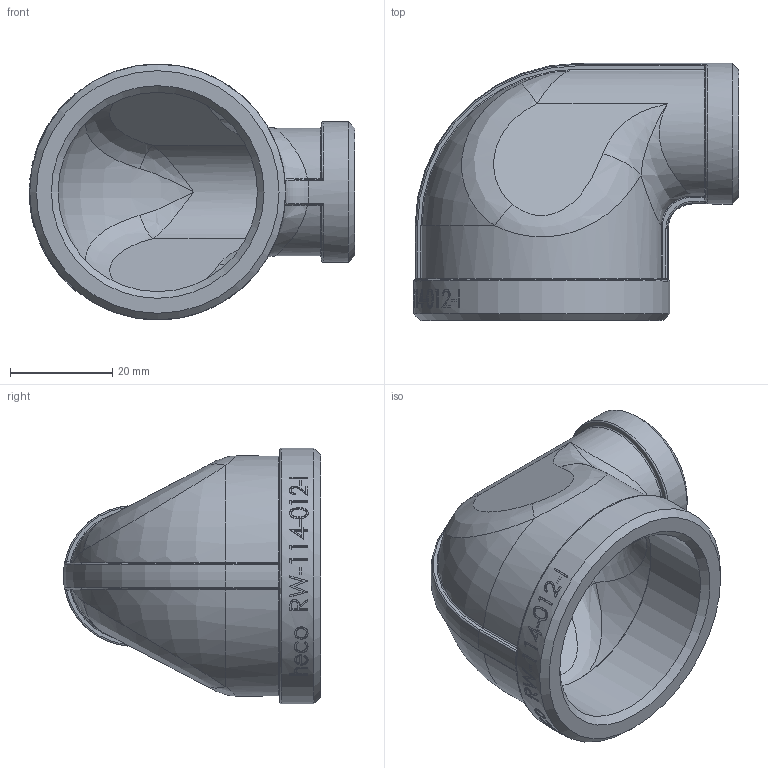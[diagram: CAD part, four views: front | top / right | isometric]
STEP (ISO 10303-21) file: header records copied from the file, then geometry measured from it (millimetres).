
FILE_DESCRIPTION (( 'STEP AP214' ), '1' );
FILE_NAME ('heco_RW-114-012-I.STEP', '2016-06-30T11:39:24', ( '' ), ( '' ), 'SwSTEP 2.0', 'SolidWorks 2011', '' );
FILE_SCHEMA (( 'AUTOMOTIVE_DESIGN' ));
Length unit declared in the file: millimetre
Products named in the file (1): heco_RW-114-012-I
Bounding box: 63.6 x 50.25 x 50 mm (x, y, z)
Volume: 23259.2 mm3; surface area: 16181.8 mm2
Topology: 1 solids, 1 shells, 292 faces, 727 edges, 446 vertices
Faces by surface type: bspline 113, plane 85, cylinder 58, torus 22, sphere 8, cone 6
Full cylindrical faces by diameter (mm): 18.631 x1, 27.5 x1, 38.952 x1, 42.6 x1, 50 x1
Entity records: 21392 total; most frequent: CARTESIAN_POINT 13703, ORIENTED_EDGE 1392, DIRECTION 904, EDGE_CURVE 696, VERTEX_POINT 441, AXIS2_PLACEMENT_3D 373, B_SPLINE_CURVE_WITH_KNOTS 341, EDGE_LOOP 329
